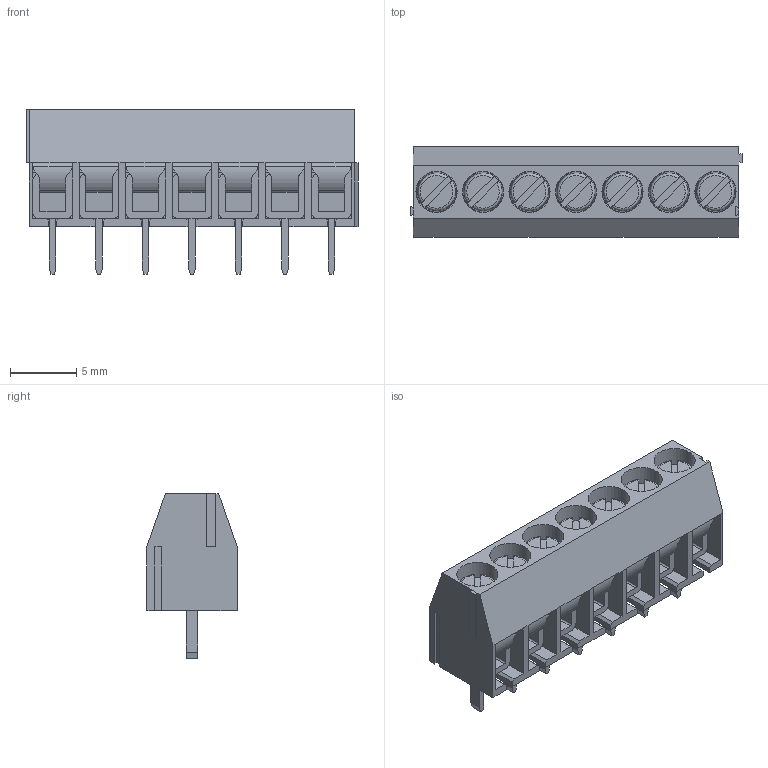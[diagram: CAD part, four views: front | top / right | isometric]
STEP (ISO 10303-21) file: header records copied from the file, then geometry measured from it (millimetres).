
FILE_DESCRIPTION(('FreeCAD Model'),'2;1');
FILE_NAME('Open CASCADE Shape Model','2023-02-18T22:11:50',( 'kicad StepUp'),('ksu MCAD'),'Open CASCADE STEP processor 7.6', 'FreeCAD','Unknown');
FILE_SCHEMA(('AUTOMOTIVE_DESIGN { 1 0 10303 214 1 1 1 1 }'));
Length unit declared in the file: millimetre
Products named in the file (26): PCB_Terminal_Block_7-P3.5; Body079; Body080; Body081; M1.6x4-Screw037; Body082; Body083; Body084; Body085; Body086; Body087; Body088; Body089; Body090; Body091; Body092; Body093; Body094; Body095; Body096; Body097; Body098; Body099; Body100; Body101; Body102
Assembly tree (25 placements, depth 2):
  PCB_Terminal_Block_7-P3.5
    Body079
    Body080
    Body081
    M1.6x4-Screw037
    Body082
    Body083
    Body084
    Body085
    Body086
    Body087
    Body088
    Body089
    Body090
    Body091
    Body092
    Body093
    Body094
    Body095
    Body096
    Body097
    Body098
    Body099
    Body100
    Body101
    Body102
Bounding box: 25 x 6.8 x 12.4 mm (x, y, z)
Volume: 1051.2 mm3; surface area: 3401.3 mm2
Topology: 25 solids, 25 shells, 748 faces, 2024 edges, 1324 vertices
Faces by surface type: plane 494, cylinder 222, revolution 24, cone 8
Full cylindrical faces by diameter (mm): 1.25 x16, 1.6 x8, 1.8 x8, 2.1 x7, 3.1 x7
Entity records: 25337 total; most frequent: CARTESIAN_POINT 5410, ORIENTED_EDGE 4050, DIRECTION 3976, EDGE_CURVE 2024, LINE 1388, VECTOR 1388, VERTEX_POINT 1324, AXIS2_PLACEMENT_3D 1282
